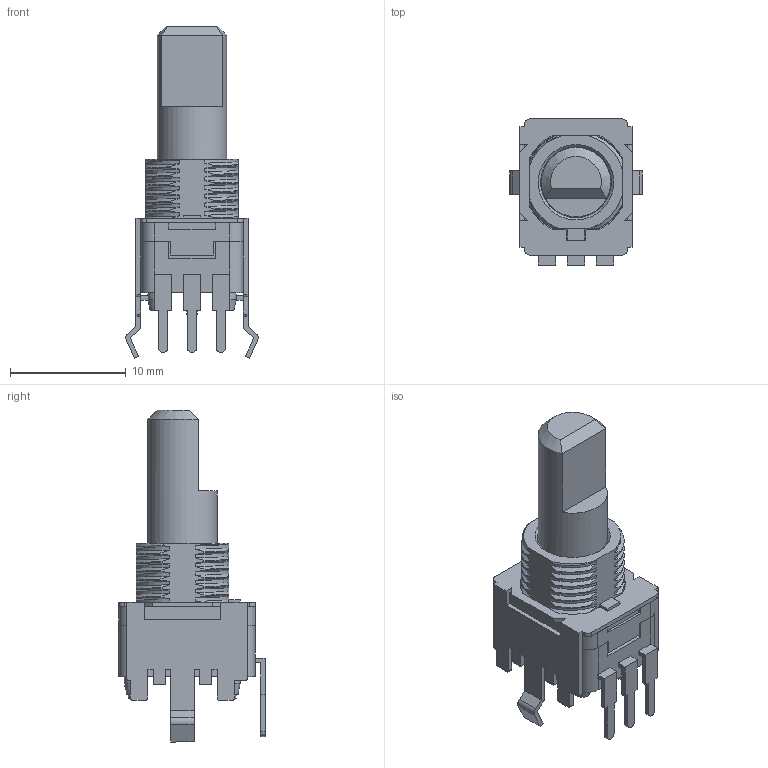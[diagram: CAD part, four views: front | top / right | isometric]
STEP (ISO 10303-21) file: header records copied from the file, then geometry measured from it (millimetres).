
FILE_DESCRIPTION((''),'2;1');
FILE_NAME('RK94F25RB_.stp','2017-06-05T15:01:14',('kak13012'),(''),'Autodesk Inventor 2010','Autodesk Inventor 2010','');
FILE_SCHEMA(('AUTOMOTIVE_DESIGN { 1 0 10303 214 1 1 1 1 }'));
Length unit declared in the file: millimetre
Products named in the file (1): RK94F25RB_
Bounding box: 11.45 x 12.65 x 28.7 mm (x, y, z)
Surface area: 2146.6 mm2 (no closed solid volume)
Topology: 0 solids, 4 shells, 435 faces, 1221 edges, 806 vertices
Faces by surface type: plane 186, cylinder 134, bspline 95, cone 20
Full cylindrical faces by diameter (mm): 1.19 x1, 1.2 x1, 1.3 x4, 1.32 x6, 1.4 x1, 1.6 x2, 1.64 x2, 6 x1, 6.12 x1, 6.899 x1
Entity records: 15812 total; most frequent: CARTESIAN_POINT 5118, ORIENTED_EDGE 2354, DIRECTION 1830, EDGE_CURVE 1177, VERTEX_POINT 798, VECTOR 732, LINE 732, AXIS2_PLACEMENT_3D 549
